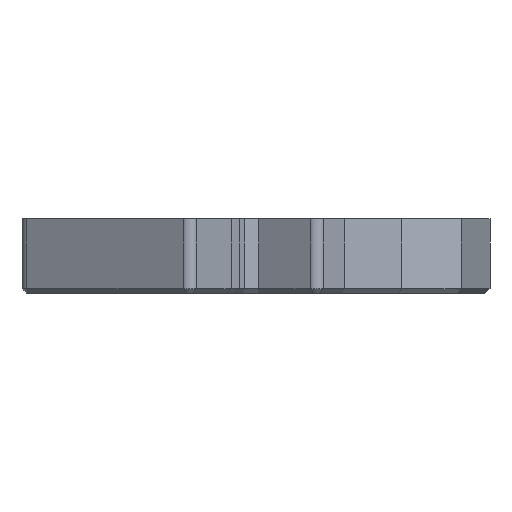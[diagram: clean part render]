
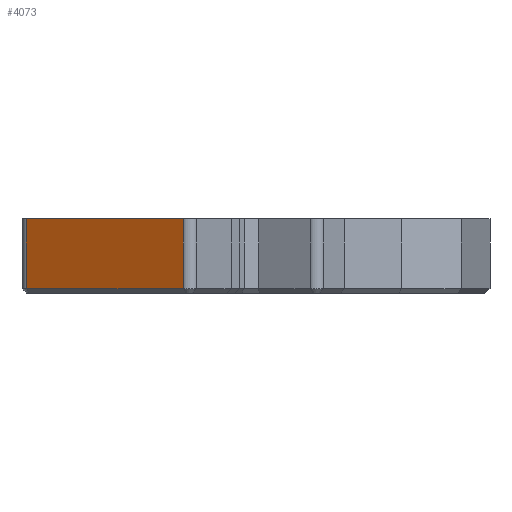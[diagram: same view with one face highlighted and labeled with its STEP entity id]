
A CAD part, left-side view. The second image highlights one B-rep face of the part: STEP entity #4073.
In plain terms, the highlighted planar face has unit normal (-0.849, 0.529, 0).
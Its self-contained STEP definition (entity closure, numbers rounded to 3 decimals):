
#217=FACE_OUTER_BOUND('',#458,.T.);
#458=EDGE_LOOP('',(#3258,#3259,#3260,#3261));
#715=LINE('',#5864,#1242);
#1006=LINE('',#6474,#1533);
#1011=LINE('',#6485,#1538);
#1013=LINE('',#6488,#1540);
#1242=VECTOR('',#4725,10.);
#1533=VECTOR('',#5146,10.);
#1538=VECTOR('',#5155,10.);
#1540=VECTOR('',#5159,10.);
#1739=VERTEX_POINT('',#5854);
#1741=VERTEX_POINT('',#5860);
#1995=VERTEX_POINT('',#6471);
#1996=VERTEX_POINT('',#6473);
#2151=EDGE_CURVE('',#1739,#1741,#715,.T.);
#2457=EDGE_CURVE('',#1995,#1996,#1006,.T.);
#2463=EDGE_CURVE('',#1741,#1995,#1011,.T.);
#2465=EDGE_CURVE('',#1996,#1739,#1013,.T.);
#3258=ORIENTED_EDGE('',*,*,#2151,.F.);
#3259=ORIENTED_EDGE('',*,*,#2465,.F.);
#3260=ORIENTED_EDGE('',*,*,#2457,.F.);
#3261=ORIENTED_EDGE('',*,*,#2463,.F.);
#3867=PLANE('',#4344);
#4073=ADVANCED_FACE('',(#217),#3867,.T.);
#4344=AXIS2_PLACEMENT_3D('',#6487,#5157,#5158);
#4725=DIRECTION('',(0.529,0.849,0.));
#5146=DIRECTION('',(-0.529,-0.849,0.));
#5155=DIRECTION('',(0.,0.,1.));
#5157=DIRECTION('center_axis',(-0.849,0.529,0.));
#5158=DIRECTION('ref_axis',(0.529,0.849,0.));
#5159=DIRECTION('',(0.,0.,-1.));
#5854=CARTESIAN_POINT('',(-138.642,-4.667,-6.5));
#5860=CARTESIAN_POINT('',(-107.704,44.982,-6.5));
#5864=CARTESIAN_POINT('',(-129.217,10.458,-6.5));
#6471=CARTESIAN_POINT('',(-107.704,44.982,15.6));
#6473=CARTESIAN_POINT('',(-138.642,-4.667,15.6));
#6474=CARTESIAN_POINT('',(-112.161,37.829,15.6));
#6485=CARTESIAN_POINT('',(-107.704,44.982,1.6));
#6487=CARTESIAN_POINT('Origin',(-140.229,-7.214,1.6));
#6488=CARTESIAN_POINT('',(-138.642,-4.667,1.6));
